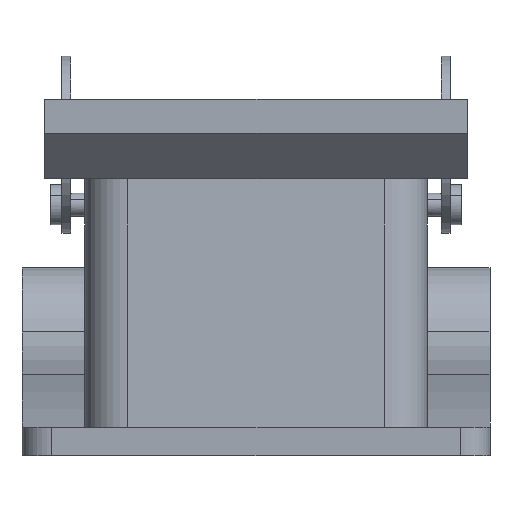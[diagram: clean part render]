
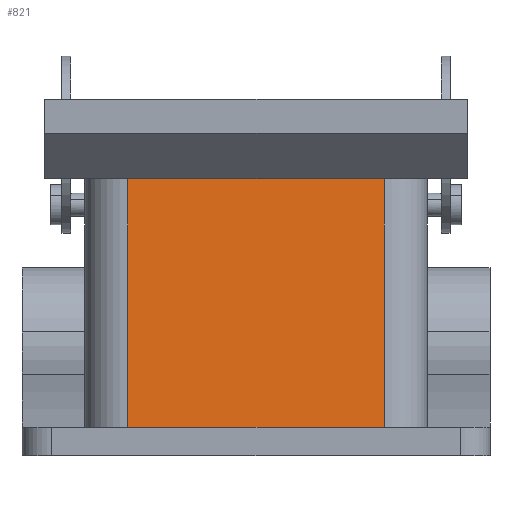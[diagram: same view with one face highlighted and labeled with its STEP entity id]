
A CAD part, left-side view. The second image highlights one B-rep face of the part: STEP entity #821.
In plain terms, the highlighted planar face has unit normal (-0.999, 0, 0.044).
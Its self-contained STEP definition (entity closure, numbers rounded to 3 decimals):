
#794=AXIS2_PLACEMENT_3D('Plane Axis2P3D',#791,#792,#793) ;
#157=CARTESIAN_POINT('Line Origine',(19.5,41.,48.5)) ;
#161=CARTESIAN_POINT('Vertex',(19.5,63.5,48.5)) ;
#163=CARTESIAN_POINT('Vertex',(19.5,18.5,48.5)) ;
#791=CARTESIAN_POINT('Axis2P3D Location',(19.5,41.,48.5)) ;
#796=CARTESIAN_POINT('Line Origine',(18.55,18.5,26.75)) ;
#800=CARTESIAN_POINT('Vertex',(17.601,18.5,5.)) ;
#803=CARTESIAN_POINT('Line Origine',(18.55,63.5,26.75)) ;
#807=CARTESIAN_POINT('Vertex',(17.601,63.5,5.)) ;
#810=CARTESIAN_POINT('Line Origine',(17.601,41.,5.)) ;
#158=DIRECTION('Vector Direction',(0.,1.,0.)) ;
#792=DIRECTION('Axis2P3D Direction',(-0.999,0.,0.044)) ;
#793=DIRECTION('Axis2P3D XDirection',(0.,1.,0.)) ;
#797=DIRECTION('Vector Direction',(-0.044,0.,-0.999)) ;
#804=DIRECTION('Vector Direction',(-0.044,0.,-0.999)) ;
#811=DIRECTION('Vector Direction',(0.,1.,0.)) ;
#159=VECTOR('Line Direction',#158,1.) ;
#798=VECTOR('Line Direction',#797,1.) ;
#805=VECTOR('Line Direction',#804,1.) ;
#812=VECTOR('Line Direction',#811,1.) ;
#816=ORIENTED_EDGE('',*,*,#802,.F.) ;
#817=ORIENTED_EDGE('',*,*,#165,.F.) ;
#818=ORIENTED_EDGE('',*,*,#809,.F.) ;
#819=ORIENTED_EDGE('',*,*,#814,.F.) ;
#821=ADVANCED_FACE('PartBody',(#820),#795,.T.) ;
#165=EDGE_CURVE('',#162,#164,#160,.F.) ;
#802=EDGE_CURVE('',#164,#801,#799,.T.) ;
#809=EDGE_CURVE('',#808,#162,#806,.F.) ;
#814=EDGE_CURVE('',#801,#808,#813,.T.) ;
#815=EDGE_LOOP('',(#816,#817,#818,#819)) ;
#820=FACE_OUTER_BOUND('',#815,.T.) ;
#160=LINE('Line',#157,#159) ;
#799=LINE('Line',#796,#798) ;
#806=LINE('Line',#803,#805) ;
#813=LINE('Line',#810,#812) ;
#795=PLANE('',#794) ;
#162=VERTEX_POINT('',#161) ;
#164=VERTEX_POINT('',#163) ;
#801=VERTEX_POINT('',#800) ;
#808=VERTEX_POINT('',#807) ;
